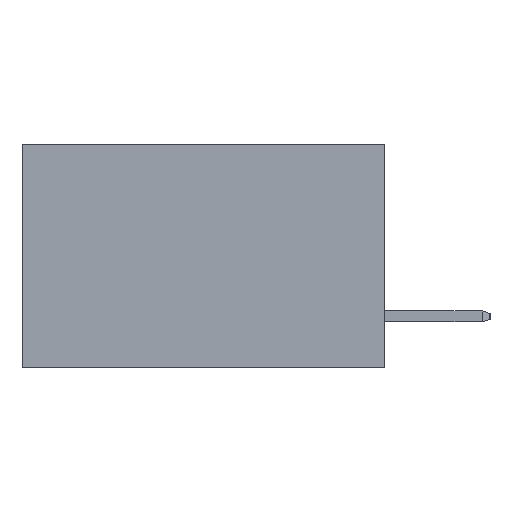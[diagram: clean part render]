
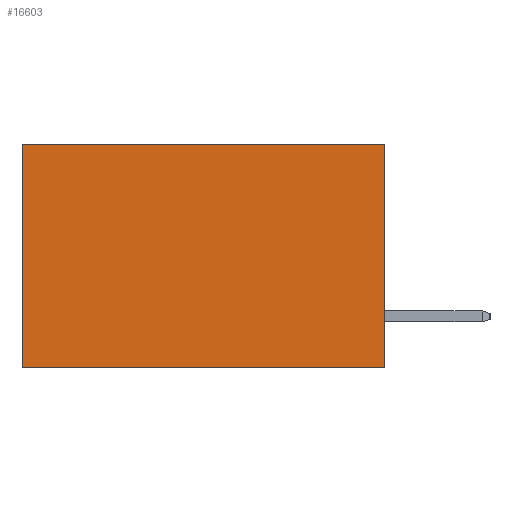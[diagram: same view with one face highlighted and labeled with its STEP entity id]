
A CAD part, left-side view. The second image highlights one B-rep face of the part: STEP entity #16603.
In plain terms, the highlighted planar face has unit normal (-1, 0, 0).
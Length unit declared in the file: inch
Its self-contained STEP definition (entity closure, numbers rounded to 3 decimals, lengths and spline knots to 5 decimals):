
#1962 = AXIS2_PLACEMENT_3D ( 'NONE', #3562, #17118, #7070 ) ;
#3145 = DIRECTION ( 'NONE',  ( 0., 0., -1. ) ) ;
#3210 = CARTESIAN_POINT ( 'NONE',  ( 0.298, 0., -0.37 ) ) ;
#3374 = ORIENTED_EDGE ( 'NONE', *, *, #10320, .F. ) ;
#3562 = CARTESIAN_POINT ( 'NONE',  ( 0.298, 0., 0. ) ) ;
#4731 = ORIENTED_EDGE ( 'NONE', *, *, #4953, .F. ) ;
#4803 = VECTOR ( 'NONE', #7626, 39.37008 ) ;
#4953 = EDGE_CURVE ( 'NONE', #5568, #20165, #19726, .T. ) ;
#5318 = PLANE ( 'NONE',  #1962 ) ;
#5333 = DIRECTION ( 'NONE',  ( 0., 0., -1. ) ) ;
#5568 = VERTEX_POINT ( 'NONE', #10760 ) ;
#5872 = CARTESIAN_POINT ( 'NONE',  ( 0.298, 0., 0. ) ) ;
#6141 = LINE ( 'NONE', #10465, #10197 ) ;
#6384 = VERTEX_POINT ( 'NONE', #18007 ) ;
#7070 = DIRECTION ( 'NONE',  ( 0., 0., -1. ) ) ;
#7626 = DIRECTION ( 'NONE',  ( 0., 1., 0. ) ) ;
#8823 = FACE_OUTER_BOUND ( 'NONE', #15700, .T. ) ;
#9882 = EDGE_CURVE ( 'NONE', #6384, #18971, #9971, .T. ) ;
#9971 = LINE ( 'NONE', #5872, #4803 ) ;
#10197 = VECTOR ( 'NONE', #5333, 39.37008 ) ;
#10320 = EDGE_CURVE ( 'NONE', #6384, #5568, #6141, .T. ) ;
#10435 = VECTOR ( 'NONE', #15127, 39.37008 ) ;
#10465 = CARTESIAN_POINT ( 'NONE',  ( 0.298, 0., 0. ) ) ;
#10635 = CARTESIAN_POINT ( 'NONE',  ( 0.298, 0.6, 0. ) ) ;
#10760 = CARTESIAN_POINT ( 'NONE',  ( 0.298, 0., -0.37 ) ) ;
#14464 = LINE ( 'NONE', #16744, #18320 ) ;
#15127 = DIRECTION ( 'NONE',  ( 0., 1., 0. ) ) ;
#15696 = ORIENTED_EDGE ( 'NONE', *, *, #9882, .T. ) ;
#15700 = EDGE_LOOP ( 'NONE', ( #17138, #4731, #3374, #15696 ) ) ;
#16603 = ADVANCED_FACE ( 'NONE', ( #8823 ), #5318, .F. ) ;
#16744 = CARTESIAN_POINT ( 'NONE',  ( 0.298, 0.6, 0. ) ) ;
#17118 = DIRECTION ( 'NONE',  ( 1., 0., 0. ) ) ;
#17138 = ORIENTED_EDGE ( 'NONE', *, *, #20137, .T. ) ;
#18007 = CARTESIAN_POINT ( 'NONE',  ( 0.298, 0., 0. ) ) ;
#18320 = VECTOR ( 'NONE', #3145, 39.37008 ) ;
#18971 = VERTEX_POINT ( 'NONE', #10635 ) ;
#19726 = LINE ( 'NONE', #3210, #10435 ) ;
#20092 = CARTESIAN_POINT ( 'NONE',  ( 0.298, 0.6, -0.37 ) ) ;
#20137 = EDGE_CURVE ( 'NONE', #18971, #20165, #14464, .T. ) ;
#20165 = VERTEX_POINT ( 'NONE', #20092 ) ;
